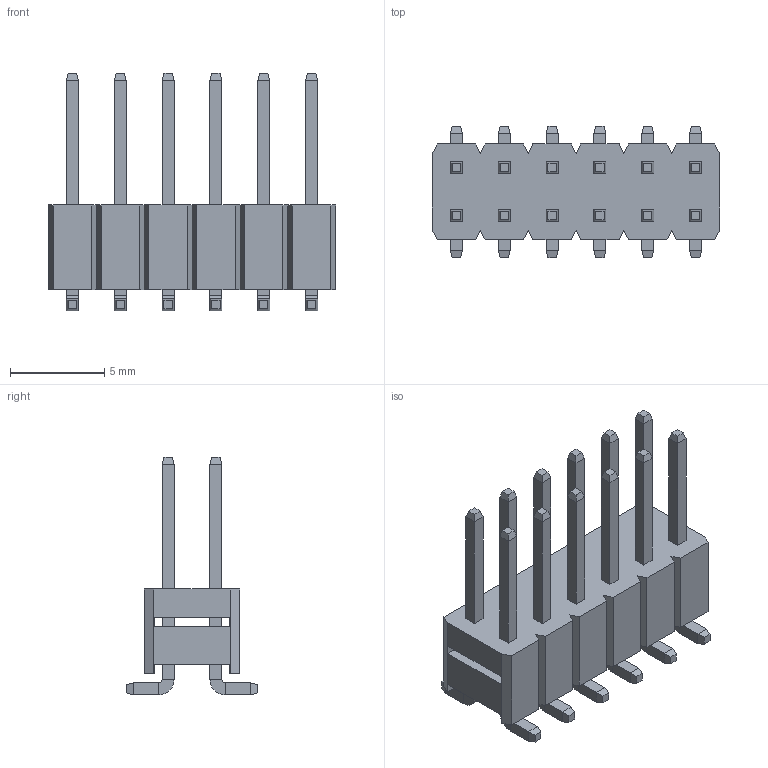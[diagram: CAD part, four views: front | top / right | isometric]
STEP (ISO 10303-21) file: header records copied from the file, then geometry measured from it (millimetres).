
FILE_DESCRIPTION (( 'STEP AP214' ), '1' );
FILE_NAME ('FPH25473-D12S1014230704M-REF.STEP', '2025-05-27T02:57:33', ( '' ), ( '' ), 'SwSTEP 2.0', 'SolidWorks 2021', '' );
FILE_SCHEMA (( 'AUTOMOTIVE_DESIGN' ));
Length unit declared in the file: millimetre
Products named in the file (1): FPH25473-D12S1014230704M-REF
Bounding box: 15.24 x 7 x 12.62 mm (x, y, z)
Volume: 332.8 mm3; surface area: 817.8 mm2
Topology: 1 solids, 1 shells, 408 faces, 954 edges, 572 vertices
Faces by surface type: plane 384, cylinder 24
Entity records: 11276 total; most frequent: CARTESIAN_POINT 1935, ORIENTED_EDGE 1908, DIRECTION 1820, EDGE_CURVE 954, VECTOR 906, LINE 906, VERTEX_POINT 572, EDGE_LOOP 458
